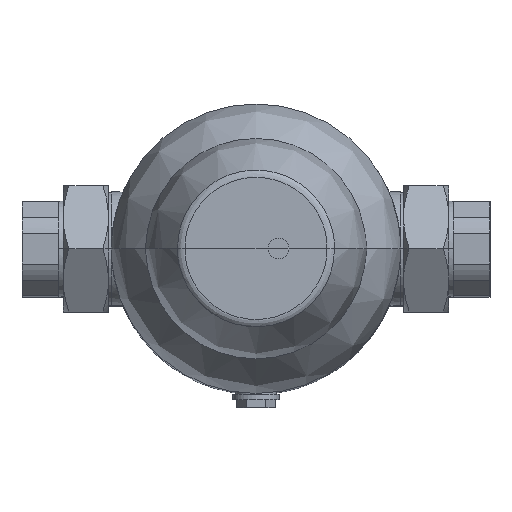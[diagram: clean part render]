
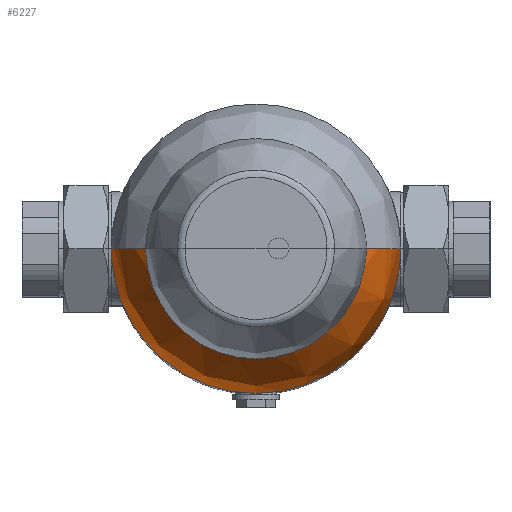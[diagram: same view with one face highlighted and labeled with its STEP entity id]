
A CAD part, top view. The second image highlights one B-rep face of the part: STEP entity #6227.
In plain terms, the highlighted free-form (B-spline) face has degree [2, 2] with [3, 5] control points.
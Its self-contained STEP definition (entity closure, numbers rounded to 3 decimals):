
#122=(
BOUNDED_SURFACE()
B_SPLINE_SURFACE(2,2,((#11145,#11146,#11147,#11148,#11149),(#11150,#11151,
#11152,#11153,#11154),(#11155,#11156,#11157,#11158,#11159)),
 .UNSPECIFIED.,.F.,.F.,.F.)
B_SPLINE_SURFACE_WITH_KNOTS((3,3),(3,2,3),(-0.879,0.067),
(-3.142,-1.571,0.),
 .UNSPECIFIED.)
GEOMETRIC_REPRESENTATION_ITEM()
RATIONAL_B_SPLINE_SURFACE(((1.,0.707,1.,0.707,1.),
(0.89,0.629,0.89,0.629,
0.89),(1.,0.707,1.,0.707,1.)))
REPRESENTATION_ITEM($)
SURFACE()
);
#304=B_SPLINE_CURVE_WITH_KNOTS($,3,(#11163,#11164,#11165,#11166,#11167),
 .UNSPECIFIED.,.F.,.F.,(4,1,4),(0.,0.5,1.),.UNSPECIFIED.);
#305=B_SPLINE_CURVE_WITH_KNOTS($,3,(#11168,#11169,#11170,#11171,#11172),
 .UNSPECIFIED.,.F.,.F.,(4,1,4),(0.,0.5,1.),.UNSPECIFIED.);
#463=CIRCLE($,#6743,76.695);
#465=CIRCLE($,#6746,58.366);
#941=FACE_OUTER_BOUND($,#1377,.T.);
#1377=EDGE_LOOP($,(#4540,#4541,#4542,#4543));
#2683=VERTEX_POINT($,#10598);
#2684=VERTEX_POINT($,#10599);
#2691=VERTEX_POINT($,#11160);
#2692=VERTEX_POINT($,#11161);
#3332=EDGE_CURVE($,#2683,#2684,#463,.T.);
#3346=EDGE_CURVE($,#2691,#2692,#465,.T.);
#3347=EDGE_CURVE($,#2683,#2691,#304,.T.);
#3348=EDGE_CURVE($,#2692,#2684,#305,.T.);
#4540=ORIENTED_EDGE($,*,*,#3346,.F.);
#4541=ORIENTED_EDGE($,*,*,#3347,.F.);
#4542=ORIENTED_EDGE($,*,*,#3332,.T.);
#4543=ORIENTED_EDGE($,*,*,#3348,.F.);
#6227=ADVANCED_FACE($,(#941),#122,.F.);
#6743=AXIS2_PLACEMENT_3D($,#10600,#7748,#7749);
#6746=AXIS2_PLACEMENT_3D($,#11162,#7758,#7759);
#7748=DIRECTION('center_axis',(0.,0.,1.));
#7749=DIRECTION('ref_axis',(-1.,0.,0.));
#7758=DIRECTION('center_axis',(0.,0.,
1.));
#7759=DIRECTION('ref_axis',(-1.,0.,0.));
#10598=CARTESIAN_POINT('',(-76.695,0.,150.15));
#10599=CARTESIAN_POINT('',(76.695,0.,150.15));
#10600=CARTESIAN_POINT('Origin',(0.,0.,
150.15));
#11145=CARTESIAN_POINT('Ctrl Pts',(58.366,0.,
192.819));
#11146=CARTESIAN_POINT('Ctrl Pts',(58.366,-58.366,192.819));
#11147=CARTESIAN_POINT('Ctrl Pts',(0.,-58.366,
192.819));
#11148=CARTESIAN_POINT('Ctrl Pts',(-58.366,-58.366,192.819));
#11149=CARTESIAN_POINT('Ctrl Pts',(-58.366,0.,
192.819));
#11150=CARTESIAN_POINT('Ctrl Pts',(78.454,0.,
176.176));
#11151=CARTESIAN_POINT('Ctrl Pts',(78.454,-78.454,176.176));
#11152=CARTESIAN_POINT('Ctrl Pts',(0.,-78.454,
176.176));
#11153=CARTESIAN_POINT('Ctrl Pts',(-78.454,-78.454,
176.176));
#11154=CARTESIAN_POINT('Ctrl Pts',(-78.454,0.,
176.176));
#11155=CARTESIAN_POINT('Ctrl Pts',(76.695,0.,
150.15));
#11156=CARTESIAN_POINT('Ctrl Pts',(76.695,-76.695,150.15));
#11157=CARTESIAN_POINT('Ctrl Pts',(0.,-76.695,
150.15));
#11158=CARTESIAN_POINT('Ctrl Pts',(-76.695,-76.695,
150.15));
#11159=CARTESIAN_POINT('Ctrl Pts',(-76.695,0.,
150.15));
#11160=CARTESIAN_POINT('',(-58.366,0.,192.819));
#11161=CARTESIAN_POINT('',(58.366,0.,192.819));
#11162=CARTESIAN_POINT('Origin',(0.,0.,
192.819));
#11163=CARTESIAN_POINT('Ctrl Pts',(-76.695,0.,150.15));
#11164=CARTESIAN_POINT('Ctrl Pts',(-77.07,0.,158.734));
#11165=CARTESIAN_POINT('Ctrl Pts',(-74.39,0.,174.43));
#11166=CARTESIAN_POINT('Ctrl Pts',(-64.851,0.,187.18));
#11167=CARTESIAN_POINT('Ctrl Pts',(-58.366,0.,192.819));
#11168=CARTESIAN_POINT('Ctrl Pts',(58.366,0.,
192.819));
#11169=CARTESIAN_POINT('Ctrl Pts',(64.851,0.,
187.18));
#11170=CARTESIAN_POINT('Ctrl Pts',(74.39,0.,
174.43));
#11171=CARTESIAN_POINT('Ctrl Pts',(77.07,0.,
158.734));
#11172=CARTESIAN_POINT('Ctrl Pts',(76.695,0.,
150.15));
